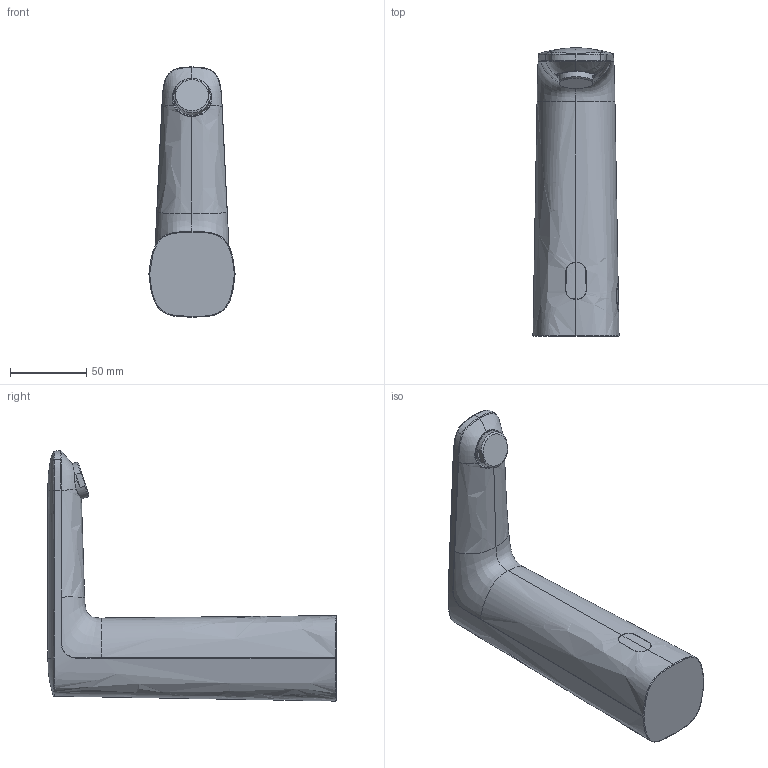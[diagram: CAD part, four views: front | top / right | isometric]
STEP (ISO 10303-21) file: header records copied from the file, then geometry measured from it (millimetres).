
FILE_DESCRIPTION (( 'STEP AP203' ), '1' );
FILE_NAME ('9301FZ(2023)+93012219(2023)+93012009(2023).STEP', '2023-08-31T05:03:08', ( '' ), ( '' ), 'SwSTEP 2.0', 'SolidWorks 2016', '' );
FILE_SCHEMA (( 'CONFIG_CONTROL_DESIGN' ));
Length unit declared in the file: millimetre
Products named in the file (1): 9301FZ(2023)+93012219(2023)+93012009(2023)
Bounding box: 56.47 x 189.1 x 164.11 mm (x, y, z)
Volume: 538525.4 mm3; surface area: 49256.8 mm2
Topology: 1 solids, 1 shells, 106 faces, 276 edges, 172 vertices
Faces by surface type: bspline 87, plane 14, cone 3, cylinder 2
Entity records: 22006 total; most frequent: CARTESIAN_POINT 20086, ORIENTED_EDGE 548, EDGE_CURVE 274, B_SPLINE_CURVE_WITH_KNOTS 207, VERTEX_POINT 172, DIRECTION 123, EDGE_LOOP 108, FACE_OUTER_BOUND 106
